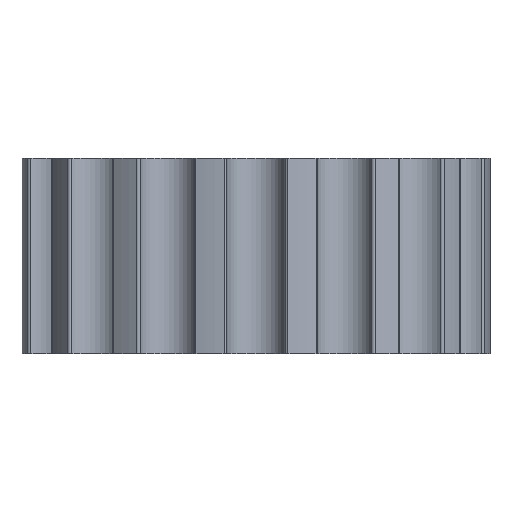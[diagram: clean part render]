
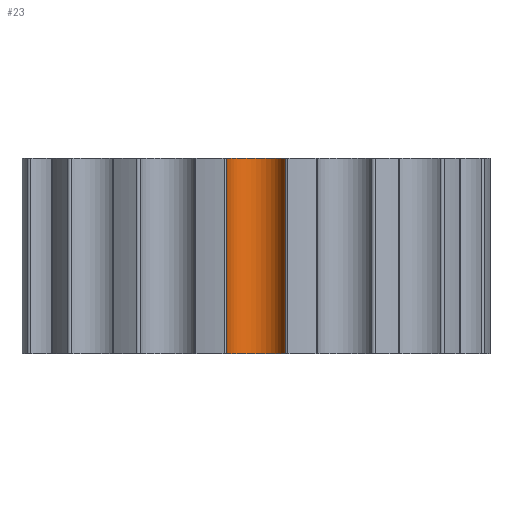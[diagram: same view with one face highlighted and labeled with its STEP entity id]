
A CAD part, front view. The second image highlights one B-rep face of the part: STEP entity #23.
In plain terms, the highlighted cylindrical face has radius 0.9 mm (diameter 1.8 mm), a partial arc.
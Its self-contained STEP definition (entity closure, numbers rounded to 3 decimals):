
#23 = ADVANCED_FACE ( 'NONE', ( #803 ), #808, .F. ) ;
#89 = EDGE_CURVE ( 'NONE', #544, #543, #1045, .T. ) ;
#153 = ORIENTED_EDGE ( 'NONE', *, *, #89, .T. ) ;
#154 = ORIENTED_EDGE ( 'NONE', *, *, #840, .F. ) ;
#155 = ORIENTED_EDGE ( 'NONE', *, *, #439, .T. ) ;
#156 = ORIENTED_EDGE ( 'NONE', *, *, #839, .T. ) ;
#359 = EDGE_LOOP ( 'NONE', ( #153, #154, #155, #156 ) ) ;
#439 = EDGE_CURVE ( 'NONE', #589, #588, #1105, .T. ) ;
#543 = VERTEX_POINT ( 'NONE', #2011 ) ;
#544 = VERTEX_POINT ( 'NONE', #2012 ) ;
#588 = VERTEX_POINT ( 'NONE', #2056 ) ;
#589 = VERTEX_POINT ( 'NONE', #2057 ) ;
#803 = FACE_OUTER_BOUND ( 'NONE', #359, .T. ) ;
#808 = CYLINDRICAL_SURFACE ( 'NONE', #881, 0.9 ) ;
#839 = EDGE_CURVE ( 'NONE', #588, #544, #2275, .T. ) ;
#840 = EDGE_CURVE ( 'NONE', #589, #543, #2277, .T. ) ;
#881 = AXIS2_PLACEMENT_3D ( 'NONE', #1842, #1828, #1841 ) ;
#1045 = CIRCLE ( 'NONE', #1468, 0.9 ) ;
#1105 = CIRCLE ( 'NONE', #1527, 0.9 ) ;
#1402 = CARTESIAN_POINT ( 'NONE',  ( 0., -7.12, -3. ) ) ;
#1403 = DIRECTION ( 'NONE',  ( 0., 0., -1. ) ) ;
#1404 = DIRECTION ( 'NONE',  ( -1., 0., 0. ) ) ;
#1468 = AXIS2_PLACEMENT_3D ( 'NONE', #1402, #1403, #1404 ) ;
#1527 = AXIS2_PLACEMENT_3D ( 'NONE', #1719, #1720, #1721 ) ;
#1719 = CARTESIAN_POINT ( 'NONE',  ( 0., -7.12, 3. ) ) ;
#1720 = DIRECTION ( 'NONE',  ( 0., 0., 1. ) ) ;
#1721 = DIRECTION ( 'NONE',  ( 1., 0., 0. ) ) ;
#1828 = DIRECTION ( 'NONE',  ( 0., 0., -1. ) ) ;
#1841 = DIRECTION ( 'NONE',  ( 1., 0., 0. ) ) ;
#1842 = CARTESIAN_POINT ( 'NONE',  ( 0., -7.12, 6.401 ) ) ;
#2011 = CARTESIAN_POINT ( 'NONE',  ( 0.9, -7.12, -3. ) ) ;
#2012 = CARTESIAN_POINT ( 'NONE',  ( -0.9, -7.12, -3. ) ) ;
#2056 = CARTESIAN_POINT ( 'NONE',  ( -0.9, -7.12, 3. ) ) ;
#2057 = CARTESIAN_POINT ( 'NONE',  ( 0.9, -7.12, 3. ) ) ;
#2159 = CARTESIAN_POINT ( 'NONE',  ( -0.9, -7.12, 6.401 ) ) ;
#2160 = DIRECTION ( 'NONE',  ( 0., 0., -1. ) ) ;
#2161 = CARTESIAN_POINT ( 'NONE',  ( 0.9, -7.12, 6.401 ) ) ;
#2162 = DIRECTION ( 'NONE',  ( 0., 0., -1. ) ) ;
#2275 = LINE ( 'NONE', #2159, #2278 ) ;
#2277 = LINE ( 'NONE', #2161, #2280 ) ;
#2278 = VECTOR ( 'NONE', #2160, 1000. ) ;
#2280 = VECTOR ( 'NONE', #2162, 1000. ) ;
